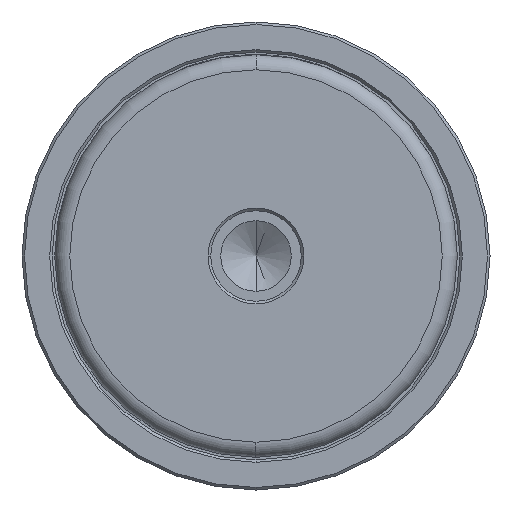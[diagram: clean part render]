
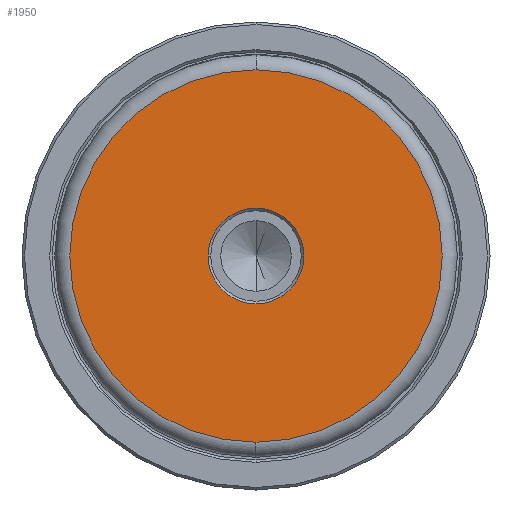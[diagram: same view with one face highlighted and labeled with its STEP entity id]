
A CAD part, left-side view. The second image highlights one B-rep face of the part: STEP entity #1950.
In plain terms, the highlighted planar face has unit normal (-1, 0, 0).
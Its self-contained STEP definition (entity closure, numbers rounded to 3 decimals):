
#29 = VERTEX_POINT ( 'NONE', #864 ) ;
#155 = VERTEX_POINT ( 'NONE', #482 ) ;
#162 = AXIS2_PLACEMENT_3D ( 'NONE', #241, #1714, #449 ) ;
#172 = EDGE_CURVE ( 'NONE', #1140, #155, #1720, .T. ) ;
#241 = CARTESIAN_POINT ( 'NONE',  ( 0., 0., 0. ) ) ;
#291 = CIRCLE ( 'NONE', #1186, 36.997 ) ;
#353 = CARTESIAN_POINT ( 'NONE',  ( 0., 0., 0. ) ) ;
#362 = FACE_BOUND ( 'NONE', #831, .T. ) ;
#374 = ORIENTED_EDGE ( 'NONE', *, *, #2535, .T. ) ;
#395 = VERTEX_POINT ( 'NONE', #1677 ) ;
#449 = DIRECTION ( 'NONE',  ( 0., 0., 1. ) ) ;
#482 = CARTESIAN_POINT ( 'NONE',  ( 0., 9.5, 0. ) ) ;
#562 = DIRECTION ( 'NONE',  ( 0., 0., 1. ) ) ;
#768 = DIRECTION ( 'NONE',  ( -1., 0., 0. ) ) ;
#831 = EDGE_LOOP ( 'NONE', ( #2548, #2658 ) ) ;
#864 = CARTESIAN_POINT ( 'NONE',  ( 0., 0., -36.997 ) ) ;
#898 = PLANE ( 'NONE',  #1694 ) ;
#917 = ORIENTED_EDGE ( 'NONE', *, *, #1884, .T. ) ;
#1097 = CARTESIAN_POINT ( 'NONE',  ( 0., 0., 0. ) ) ;
#1140 = VERTEX_POINT ( 'NONE', #2560 ) ;
#1186 = AXIS2_PLACEMENT_3D ( 'NONE', #2026, #768, #2240 ) ;
#1187 = CIRCLE ( 'NONE', #162, 36.997 ) ;
#1313 = DIRECTION ( 'NONE',  ( 0., 0., 1. ) ) ;
#1326 = DIRECTION ( 'NONE',  ( 0., 0., 1. ) ) ;
#1455 = AXIS2_PLACEMENT_3D ( 'NONE', #353, #1825, #562 ) ;
#1530 = CARTESIAN_POINT ( 'NONE',  ( 0., 0., 0. ) ) ;
#1677 = CARTESIAN_POINT ( 'NONE',  ( 0., 0., 36.997 ) ) ;
#1694 = AXIS2_PLACEMENT_3D ( 'NONE', #1530, #2579, #1326 ) ;
#1714 = DIRECTION ( 'NONE',  ( -1., 0., 0. ) ) ;
#1720 = CIRCLE ( 'NONE', #2613, 9.5 ) ;
#1825 = DIRECTION ( 'NONE',  ( 1., 0., 0. ) ) ;
#1884 = EDGE_CURVE ( 'NONE', #29, #395, #1187, .T. ) ;
#1890 = CIRCLE ( 'NONE', #1455, 9.5 ) ;
#1950 = ADVANCED_FACE ( 'NONE', ( #362, #1972 ), #898, .T. ) ;
#1972 = FACE_OUTER_BOUND ( 'NONE', #2507, .T. ) ;
#2026 = CARTESIAN_POINT ( 'NONE',  ( 0., 0., 0. ) ) ;
#2240 = DIRECTION ( 'NONE',  ( 0., 0., 1. ) ) ;
#2507 = EDGE_LOOP ( 'NONE', ( #374, #917 ) ) ;
#2535 = EDGE_CURVE ( 'NONE', #395, #29, #291, .T. ) ;
#2548 = ORIENTED_EDGE ( 'NONE', *, *, #172, .T. ) ;
#2560 = CARTESIAN_POINT ( 'NONE',  ( 0., -9.5, 0. ) ) ;
#2568 = DIRECTION ( 'NONE',  ( 1., 0., 0. ) ) ;
#2576 = EDGE_CURVE ( 'NONE', #155, #1140, #1890, .T. ) ;
#2579 = DIRECTION ( 'NONE',  ( -1., 0., 0. ) ) ;
#2613 = AXIS2_PLACEMENT_3D ( 'NONE', #1097, #2568, #1313 ) ;
#2658 = ORIENTED_EDGE ( 'NONE', *, *, #2576, .T. ) ;
